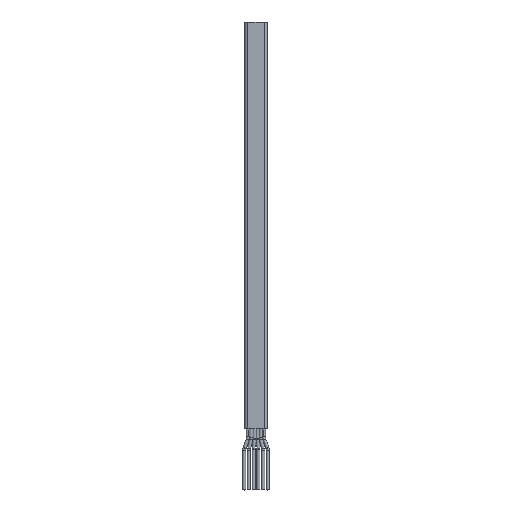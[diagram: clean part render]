
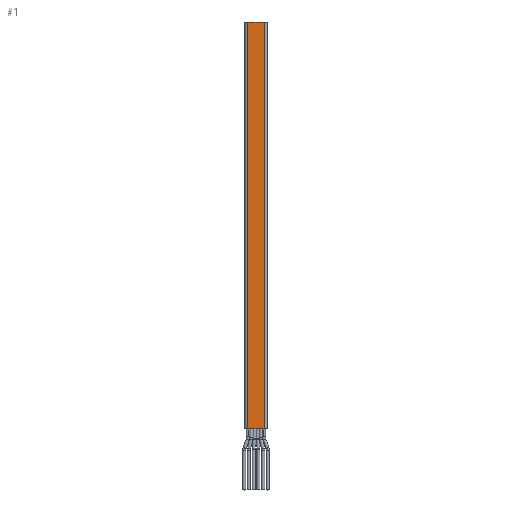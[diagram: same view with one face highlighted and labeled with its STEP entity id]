
A CAD part, top view. The second image highlights one B-rep face of the part: STEP entity #1.
In plain terms, the highlighted planar face has unit normal (0, 0, 1).
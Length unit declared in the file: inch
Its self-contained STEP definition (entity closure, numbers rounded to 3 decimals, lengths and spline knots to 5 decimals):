
#1 = ADVANCED_FACE ( 'NONE', ( #1959 ), #468, .F. ) ;
#49 = EDGE_LOOP ( 'NONE', ( #51, #53, #56, #57 ) ) ;
#50 = EDGE_CURVE ( 'NONE', #77, #52, #558, .T. ) ;
#51 = ORIENTED_EDGE ( 'NONE', *, *, #50, .T. ) ;
#52 = VERTEX_POINT ( 'NONE', #554 ) ;
#53 = ORIENTED_EDGE ( 'NONE', *, *, #54, .F. ) ;
#54 = EDGE_CURVE ( 'NONE', #55, #52, #553, .T. ) ;
#55 = VERTEX_POINT ( 'NONE', #549 ) ;
#56 = ORIENTED_EDGE ( 'NONE', *, *, #58, .F. ) ;
#57 = ORIENTED_EDGE ( 'NONE', *, *, #79, .T. ) ;
#58 = EDGE_CURVE ( 'NONE', #80, #55, #548, .T. ) ;
#77 = VERTEX_POINT ( 'NONE', #628 ) ;
#79 = EDGE_CURVE ( 'NONE', #80, #77, #627, .T. ) ;
#80 = VERTEX_POINT ( 'NONE', #623 ) ;
#140 = CARTESIAN_POINT ( 'NONE',  ( -0.0995, 2.5, 0.0475 ) ) ;
#144 = DIRECTION ( 'NONE',  ( 0., 0., -1. ) ) ;
#158 = DIRECTION ( 'NONE',  ( -1., 0., 0. ) ) ;
#466 = AXIS2_PLACEMENT_3D ( 'NONE', #140, #144, #158 ) ;
#468 = PLANE ( 'NONE',  #466 ) ;
#545 = DIRECTION ( 'NONE',  ( 1., 0., 0. ) ) ;
#546 = VECTOR ( 'NONE', #545, 39.37008 ) ;
#547 = CARTESIAN_POINT ( 'NONE',  ( -0.0995, 2.5, 0.0475 ) ) ;
#548 = LINE ( 'NONE', #547, #546 ) ;
#549 = CARTESIAN_POINT ( 'NONE',  ( 0.0995, 2.5, 0.0475 ) ) ;
#550 = DIRECTION ( 'NONE',  ( 0., -1., 0. ) ) ;
#551 = VECTOR ( 'NONE', #550, 39.37008 ) ;
#552 = CARTESIAN_POINT ( 'NONE',  ( 0.0995, 2.5, 0.0475 ) ) ;
#553 = LINE ( 'NONE', #552, #551 ) ;
#554 = CARTESIAN_POINT ( 'NONE',  ( 0.0995, -2.5, 0.0475 ) ) ;
#555 = DIRECTION ( 'NONE',  ( 1., 0., 0. ) ) ;
#556 = VECTOR ( 'NONE', #555, 39.37008 ) ;
#557 = CARTESIAN_POINT ( 'NONE',  ( -0.0995, -2.5, 0.0475 ) ) ;
#558 = LINE ( 'NONE', #557, #556 ) ;
#623 = CARTESIAN_POINT ( 'NONE',  ( -0.0995, 2.5, 0.0475 ) ) ;
#624 = DIRECTION ( 'NONE',  ( 0., -1., 0. ) ) ;
#625 = VECTOR ( 'NONE', #624, 39.37008 ) ;
#626 = CARTESIAN_POINT ( 'NONE',  ( -0.0995, 2.5, 0.0475 ) ) ;
#627 = LINE ( 'NONE', #626, #625 ) ;
#628 = CARTESIAN_POINT ( 'NONE',  ( -0.0995, -2.5, 0.0475 ) ) ;
#1959 = FACE_OUTER_BOUND ( 'NONE', #49, .T. ) ;
